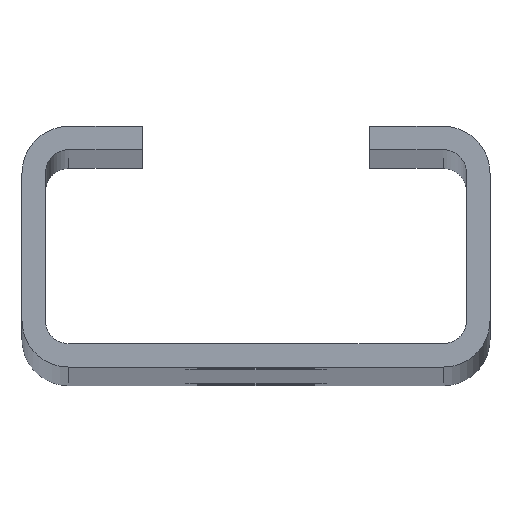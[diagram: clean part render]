
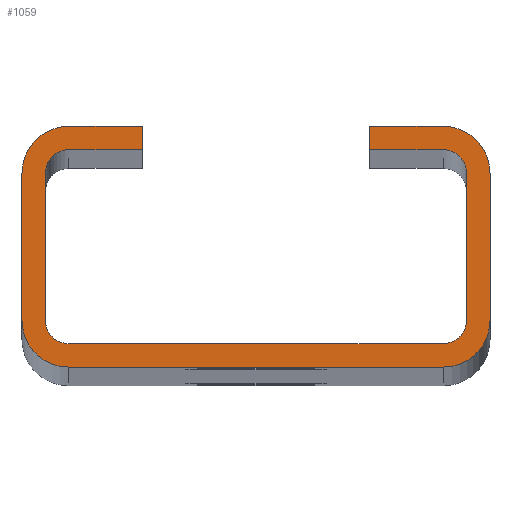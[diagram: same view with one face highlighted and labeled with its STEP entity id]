
A CAD part, top view. The second image highlights one B-rep face of the part: STEP entity #1059.
In plain terms, the highlighted planar face has unit normal (0, 0, 1).
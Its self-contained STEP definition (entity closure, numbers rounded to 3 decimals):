
#5=DIRECTION('',(-1.,0.,0.));
#6=VECTOR('',#5,5.5);
#7=CARTESIAN_POINT('',(14.,7.25,800.));
#8=LINE('',#7,#6);
#9=DIRECTION('',(0.,1.,0.));
#10=VECTOR('',#9,1.75);
#11=CARTESIAN_POINT('',(8.5,7.25,800.));
#12=LINE('',#11,#10);
#13=DIRECTION('',(1.,0.,0.));
#14=VECTOR('',#13,5.5);
#15=CARTESIAN_POINT('',(8.5,9.,800.));
#16=LINE('',#15,#14);
#17=CARTESIAN_POINT('',(14.,5.5,800.));
#18=DIRECTION('',(0.,0.,-1.));
#19=DIRECTION('',(0.,1.,0.));
#20=AXIS2_PLACEMENT_3D('',#17,#18,#19);
#22=DIRECTION('',(0.,-1.,0.));
#23=VECTOR('',#22,11.036);
#24=CARTESIAN_POINT('',(17.5,5.5,800.));
#25=LINE('',#24,#23);
#26=CARTESIAN_POINT('',(14.036,-5.536,800.));
#27=DIRECTION('',(0.,0.,-1.));
#28=DIRECTION('',(1.,0.,0.));
#29=AXIS2_PLACEMENT_3D('',#26,#27,#28);
#31=CARTESIAN_POINT('',(-14.036,-5.536,800.));
#32=DIRECTION('',(0.,0.,-1.));
#33=DIRECTION('',(0.,-1.,0.));
#34=AXIS2_PLACEMENT_3D('',#31,#32,#33);
#36=DIRECTION('',(0.,1.,0.));
#37=VECTOR('',#36,11.036);
#38=CARTESIAN_POINT('',(-17.5,-5.536,800.));
#39=LINE('',#38,#37);
#40=CARTESIAN_POINT('',(-14.,5.5,800.));
#41=DIRECTION('',(0.,0.,-1.));
#42=DIRECTION('',(-1.,0.,0.));
#43=AXIS2_PLACEMENT_3D('',#40,#41,#42);
#45=DIRECTION('',(1.,0.,0.));
#46=VECTOR('',#45,5.5);
#47=CARTESIAN_POINT('',(-14.,9.,800.));
#48=LINE('',#47,#46);
#49=DIRECTION('',(0.,-1.,0.));
#50=VECTOR('',#49,1.75);
#51=CARTESIAN_POINT('',(-8.5,9.,800.));
#52=LINE('',#51,#50);
#53=DIRECTION('',(-1.,0.,0.));
#54=VECTOR('',#53,5.5);
#55=CARTESIAN_POINT('',(-8.5,7.25,800.));
#56=LINE('',#55,#54);
#57=CARTESIAN_POINT('',(-14.,5.5,800.));
#58=DIRECTION('',(0.,0.,1.));
#59=DIRECTION('',(0.,1.,0.));
#60=AXIS2_PLACEMENT_3D('',#57,#58,#59);
#62=CARTESIAN_POINT('',(-14.036,-5.536,800.));
#63=DIRECTION('',(0.,0.,1.));
#64=DIRECTION('',(-1.,0.,0.));
#65=AXIS2_PLACEMENT_3D('',#62,#63,#64);
#67=CARTESIAN_POINT('',(14.,-5.5,800.));
#68=DIRECTION('',(0.,0.,1.));
#69=DIRECTION('',(0.,-1.,0.));
#70=AXIS2_PLACEMENT_3D('',#67,#68,#69);
#72=DIRECTION('',(0.,1.,0.));
#73=VECTOR('',#72,11.);
#74=CARTESIAN_POINT('',(15.75,-5.5,800.));
#75=LINE('',#74,#73);
#76=CARTESIAN_POINT('',(14.,5.5,800.));
#77=DIRECTION('',(0.,0.,1.));
#78=DIRECTION('',(1.,0.,0.));
#79=AXIS2_PLACEMENT_3D('',#76,#77,#78);
#177=DIRECTION('',(-1.,0.,0.));
#178=VECTOR('',#177,28.036);
#179=CARTESIAN_POINT('',(14.,-7.25,800.));
#180=LINE('',#179,#178);
#363=DIRECTION('',(0.,1.,0.));
#364=VECTOR('',#363,11.036);
#365=CARTESIAN_POINT('',(-15.75,-5.536,800.));
#366=LINE('',#365,#364);
#399=DIRECTION('',(1.,0.,0.));
#400=VECTOR('',#399,28.072);
#401=CARTESIAN_POINT('',(-14.036,-9.,800.));
#402=LINE('',#401,#400);
#757=CARTESIAN_POINT('',(14.,7.25,800.));
#758=CARTESIAN_POINT('',(8.5,7.25,800.));
#759=VERTEX_POINT('',#757);
#760=VERTEX_POINT('',#758);
#765=CARTESIAN_POINT('',(8.5,9.,800.));
#766=VERTEX_POINT('',#765);
#767=CARTESIAN_POINT('',(14.,9.,800.));
#768=VERTEX_POINT('',#767);
#769=CARTESIAN_POINT('',(17.5,5.5,800.));
#770=VERTEX_POINT('',#769);
#771=CARTESIAN_POINT('',(17.5,-5.536,800.));
#772=VERTEX_POINT('',#771);
#773=CARTESIAN_POINT('',(14.036,-9.,800.));
#774=VERTEX_POINT('',#773);
#775=CARTESIAN_POINT('',(-14.036,-9.,800.));
#776=VERTEX_POINT('',#775);
#777=CARTESIAN_POINT('',(-17.5,-5.536,800.));
#778=VERTEX_POINT('',#777);
#779=CARTESIAN_POINT('',(-17.5,5.5,800.));
#780=VERTEX_POINT('',#779);
#781=CARTESIAN_POINT('',(-14.,9.,800.));
#782=VERTEX_POINT('',#781);
#783=CARTESIAN_POINT('',(-8.5,9.,800.));
#784=VERTEX_POINT('',#783);
#785=CARTESIAN_POINT('',(-8.5,7.25,800.));
#786=VERTEX_POINT('',#785);
#787=CARTESIAN_POINT('',(-14.,7.25,800.));
#788=VERTEX_POINT('',#787);
#789=CARTESIAN_POINT('',(-15.75,5.5,800.));
#790=VERTEX_POINT('',#789);
#791=CARTESIAN_POINT('',(-15.75,-5.536,800.));
#792=VERTEX_POINT('',#791);
#793=CARTESIAN_POINT('',(-14.036,-7.25,800.));
#794=VERTEX_POINT('',#793);
#795=CARTESIAN_POINT('',(14.,-7.25,800.));
#796=VERTEX_POINT('',#795);
#797=CARTESIAN_POINT('',(15.75,-5.5,800.));
#798=VERTEX_POINT('',#797);
#799=CARTESIAN_POINT('',(15.75,5.5,800.));
#800=VERTEX_POINT('',#799);
#1013=CARTESIAN_POINT('',(0.,0.,800.));
#1014=DIRECTION('',(0.,0.,1.));
#1015=DIRECTION('',(1.,0.,0.));
#1016=AXIS2_PLACEMENT_3D('',#1013,#1014,#1015);
#1017=PLANE('',#1016);
#1018=ORIENTED_EDGE('',*,*,#1002,.T.);
#1020=ORIENTED_EDGE('',*,*,#1019,.T.);
#1022=ORIENTED_EDGE('',*,*,#1021,.T.);
#1024=ORIENTED_EDGE('',*,*,#1023,.T.);
#1026=ORIENTED_EDGE('',*,*,#1025,.T.);
#1028=ORIENTED_EDGE('',*,*,#1027,.T.);
#1030=ORIENTED_EDGE('',*,*,#1029,.F.);
#1032=ORIENTED_EDGE('',*,*,#1031,.T.);
#1034=ORIENTED_EDGE('',*,*,#1033,.T.);
#1036=ORIENTED_EDGE('',*,*,#1035,.T.);
#1038=ORIENTED_EDGE('',*,*,#1037,.T.);
#1040=ORIENTED_EDGE('',*,*,#1039,.T.);
#1042=ORIENTED_EDGE('',*,*,#1041,.T.);
#1044=ORIENTED_EDGE('',*,*,#1043,.T.);
#1046=ORIENTED_EDGE('',*,*,#1045,.F.);
#1048=ORIENTED_EDGE('',*,*,#1047,.T.);
#1050=ORIENTED_EDGE('',*,*,#1049,.F.);
#1052=ORIENTED_EDGE('',*,*,#1051,.T.);
#1054=ORIENTED_EDGE('',*,*,#1053,.T.);
#1056=ORIENTED_EDGE('',*,*,#1055,.T.);
#1057=EDGE_LOOP('',(#1018,#1020,#1022,#1024,#1026,#1028,#1030,#1032,#1034,#1036,
#1038,#1040,#1042,#1044,#1046,#1048,#1050,#1052,#1054,#1056));
#1058=FACE_OUTER_BOUND('',#1057,.F.);
#1059=ADVANCED_FACE('',(#1058),#1017,.T.);
#21=CIRCLE('',#20,3.5);
#30=CIRCLE('',#29,3.464);
#35=CIRCLE('',#34,3.464);
#44=CIRCLE('',#43,3.5);
#61=CIRCLE('',#60,1.75);
#66=CIRCLE('',#65,1.714);
#71=CIRCLE('',#70,1.75);
#80=CIRCLE('',#79,1.75);
#1002=EDGE_CURVE('',#759,#760,#8,.T.);
#1019=EDGE_CURVE('',#760,#766,#12,.T.);
#1021=EDGE_CURVE('',#766,#768,#16,.T.);
#1023=EDGE_CURVE('',#768,#770,#21,.T.);
#1025=EDGE_CURVE('',#770,#772,#25,.T.);
#1027=EDGE_CURVE('',#772,#774,#30,.T.);
#1029=EDGE_CURVE('',#776,#774,#402,.T.);
#1031=EDGE_CURVE('',#776,#778,#35,.T.);
#1033=EDGE_CURVE('',#778,#780,#39,.T.);
#1035=EDGE_CURVE('',#780,#782,#44,.T.);
#1037=EDGE_CURVE('',#782,#784,#48,.T.);
#1039=EDGE_CURVE('',#784,#786,#52,.T.);
#1041=EDGE_CURVE('',#786,#788,#56,.T.);
#1043=EDGE_CURVE('',#788,#790,#61,.T.);
#1045=EDGE_CURVE('',#792,#790,#366,.T.);
#1047=EDGE_CURVE('',#792,#794,#66,.T.);
#1049=EDGE_CURVE('',#796,#794,#180,.T.);
#1051=EDGE_CURVE('',#796,#798,#71,.T.);
#1053=EDGE_CURVE('',#798,#800,#75,.T.);
#1055=EDGE_CURVE('',#800,#759,#80,.T.);
